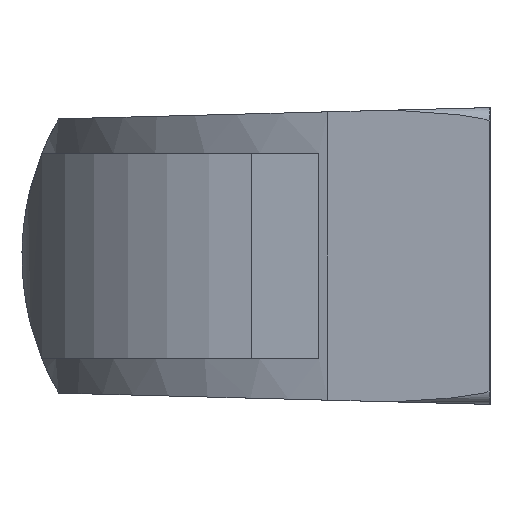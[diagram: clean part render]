
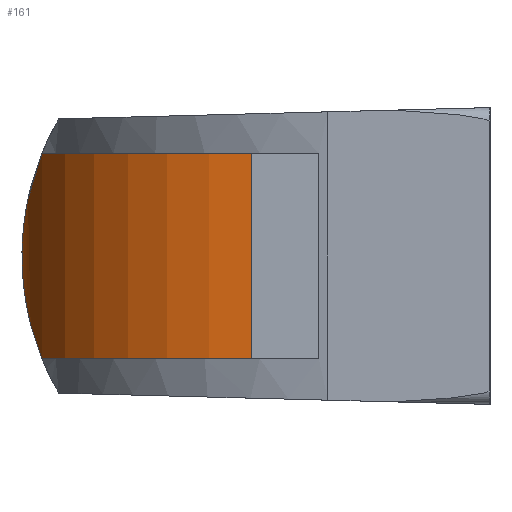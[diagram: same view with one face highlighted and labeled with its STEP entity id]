
A CAD part, left-side view. The second image highlights one B-rep face of the part: STEP entity #161.
In plain terms, the highlighted cylindrical face has radius 22 mm (diameter 44 mm), a partial arc.
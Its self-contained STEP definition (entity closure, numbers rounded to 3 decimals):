
#161 = ADVANCED_FACE( '', ( #325 ), #326, .T. );
#325 = FACE_OUTER_BOUND( '', #481, .T. );
#326 = CYLINDRICAL_SURFACE( '', #482, 22. );
#481 = EDGE_LOOP( '', ( #914, #915, #916, #917 ) );
#482 = AXIS2_PLACEMENT_3D( '', #918, #919, #920 );
#914 = ORIENTED_EDGE( '', *, *, #1067, .T. );
#915 = ORIENTED_EDGE( '', *, *, #1078, .T. );
#916 = ORIENTED_EDGE( '', *, *, #953, .F. );
#917 = ORIENTED_EDGE( '', *, *, #1039, .F. );
#918 = CARTESIAN_POINT( '', ( 30.8, 19.6, 14. ) );
#919 = DIRECTION( '', ( 0., 0., 1. ) );
#920 = DIRECTION( '', ( -1., 0., 0. ) );
#953 = EDGE_CURVE( '', #1145, #1141, #1147, .T. );
#1039 = EDGE_CURVE( '', #1284, #1145, #1286, .T. );
#1067 = EDGE_CURVE( '', #1284, #1321, #1323, .T. );
#1078 = EDGE_CURVE( '', #1321, #1141, #1335, .T. );
#1141 = VERTEX_POINT( '', #1413 );
#1145 = VERTEX_POINT( '', #1419 );
#1147 = LINE( '', #1422, #1423 );
#1284 = VERTEX_POINT( '', #1650 );
#1286 = CIRCLE( '', #1653, 22. );
#1321 = VERTEX_POINT( '', #1703 );
#1323 = B_SPLINE_CURVE_WITH_KNOTS( '', 3, ( #1706, #1707, #1708, #1709, #1710, #1711, #1712, #1713, #1714, #1715, #1716, #1717, #1718, #1719, #1720, #1721, #1722, #1723, #1724, #1725, #1726, #1727, #1728, #1729, #1730, #1731, #1732, #1733 ), .UNSPECIFIED., .F., .F., ( 4, 2, 2, 2, 2, 2, 2, 2, 2, 2, 2, 2, 2, 4 ), ( -0.001, 0.002, 0.004, 0.006, 0.007, 0.008, 0.01, 0.011, 0.012, 0.012, 0.014, 0.015, 0.018, 0.02 ), .UNSPECIFIED. );
#1335 = CIRCLE( '', #1748, 22. );
#1413 = CARTESIAN_POINT( '', ( 8.836, 20.86, -9. ) );
#1419 = CARTESIAN_POINT( '', ( 8.836, 20.86, 9. ) );
#1422 = CARTESIAN_POINT( '', ( 8.836, 20.86, 9. ) );
#1423 = VECTOR( '', #1813, 1000. );
#1650 = CARTESIAN_POINT( '', ( 20.904, 39.249, 9. ) );
#1653 = AXIS2_PLACEMENT_3D( '', #1937, #1938, #1939 );
#1703 = CARTESIAN_POINT( '', ( 20.904, 39.249, -9. ) );
#1706 = CARTESIAN_POINT( '', ( 20.904, 39.249, 9. ) );
#1707 = CARTESIAN_POINT( '', ( 21.432, 39.514, 8.343 ) );
#1708 = CARTESIAN_POINT( '', ( 21.956, 39.752, 7.673 ) );
#1709 = CARTESIAN_POINT( '', ( 22.978, 40.17, 6.298 ) );
#1710 = CARTESIAN_POINT( '', ( 23.477, 40.351, 5.594 ) );
#1711 = CARTESIAN_POINT( '', ( 24.172, 40.579, 4.489 ) );
#1712 = CARTESIAN_POINT( '', ( 24.395, 40.648, 4.113 ) );
#1713 = CARTESIAN_POINT( '', ( 24.807, 40.769, 3.344 ) );
#1714 = CARTESIAN_POINT( '', ( 24.997, 40.821, 2.951 ) );
#1715 = CARTESIAN_POINT( '', ( 25.324, 40.908, 2.136 ) );
#1716 = CARTESIAN_POINT( '', ( 25.462, 40.943, 1.712 ) );
#1717 = CARTESIAN_POINT( '', ( 25.649, 40.989, 0.853 ) );
#1718 = CARTESIAN_POINT( '', ( 25.699, 41.001, 0.416 ) );
#1719 = CARTESIAN_POINT( '', ( 25.695, 40.999, -0.475 ) );
#1720 = CARTESIAN_POINT( '', ( 25.64, 40.987, -0.91 ) );
#1721 = CARTESIAN_POINT( '', ( 25.495, 40.951, -1.55 ) );
#1722 = CARTESIAN_POINT( '', ( 25.436, 40.936, -1.761 ) );
#1723 = CARTESIAN_POINT( '', ( 25.301, 40.902, -2.18 ) );
#1724 = CARTESIAN_POINT( '', ( 25.224, 40.882, -2.388 ) );
#1725 = CARTESIAN_POINT( '', ( 24.975, 40.816, -2.997 ) );
#1726 = CARTESIAN_POINT( '', ( 24.785, 40.763, -3.387 ) );
#1727 = CARTESIAN_POINT( '', ( 24.375, 40.642, -4.148 ) );
#1728 = CARTESIAN_POINT( '', ( 24.155, 40.574, -4.518 ) );
#1729 = CARTESIAN_POINT( '', ( 23.466, 40.347, -5.609 ) );
#1730 = CARTESIAN_POINT( '', ( 22.969, 40.166, -6.312 ) );
#1731 = CARTESIAN_POINT( '', ( 21.951, 39.749, -7.68 ) );
#1732 = CARTESIAN_POINT( '', ( 21.429, 39.513, -8.347 ) );
#1733 = CARTESIAN_POINT( '', ( 20.904, 39.249, -9. ) );
#1748 = AXIS2_PLACEMENT_3D( '', #1971, #1972, #1973 );
#1813 = DIRECTION( '', ( 0., 0., -1. ) );
#1937 = CARTESIAN_POINT( '', ( 30.8, 19.6, 9. ) );
#1938 = DIRECTION( '', ( 0., 0., 1. ) );
#1939 = DIRECTION( '', ( 1., 0., 0. ) );
#1971 = CARTESIAN_POINT( '', ( 30.8, 19.6, -9. ) );
#1972 = DIRECTION( '', ( 0., 0., 1. ) );
#1973 = DIRECTION( '', ( 1., 0., 0. ) );
